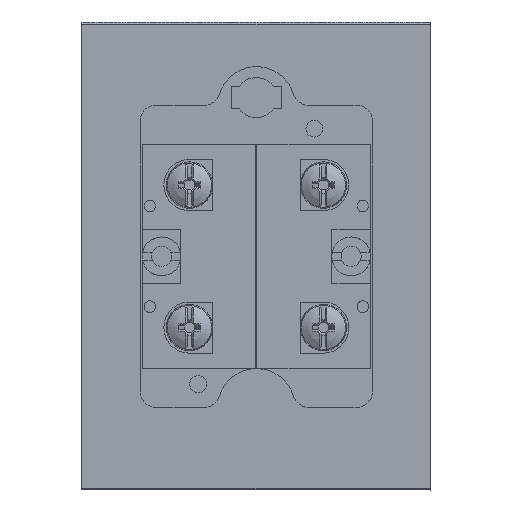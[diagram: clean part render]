
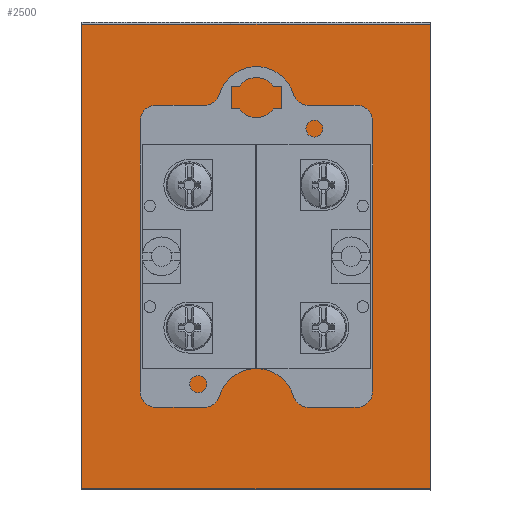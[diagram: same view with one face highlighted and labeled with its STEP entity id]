
A CAD part, left-side view. The second image highlights one B-rep face of the part: STEP entity #2500.
In plain terms, the highlighted planar face has unit normal (-1, 0, 0).
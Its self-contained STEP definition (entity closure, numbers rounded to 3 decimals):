
#2328=CARTESIAN_POINT('',(-15.704,-32.725,11.25));
#2329=VERTEX_POINT('',#2328);
#2330=CARTESIAN_POINT('',(-15.704,-32.725,22.5));
#2331=DIRECTION('',(1.0,0.0,0.0));
#2332=DIRECTION('',(0.0,0.0,1.0));
#2333=AXIS2_PLACEMENT_3D('',#2330,#2331,#2332);
#2334=CIRCLE('',#2333,11.25);
#2335=EDGE_CURVE('',#2329,#2329,#2334,.T.);
#2362=CARTESIAN_POINT('',(-15.704,-2.725,45.0));
#2363=VERTEX_POINT('',#2362);
#2382=CARTESIAN_POINT('',(-15.704,-2.725,0.0));
#2383=VERTEX_POINT('',#2382);
#2392=CARTESIAN_POINT('',(-15.704,-2.725,0.0));
#2393=DIRECTION('',(0.0,0.0,1.0));
#2394=VECTOR('',#2393,45.0);
#2395=LINE('',#2392,#2394);
#2396=EDGE_CURVE('',#2383,#2363,#2395,.T.);
#2446=CARTESIAN_POINT('',(-15.704,-62.725,45.0));
#2447=VERTEX_POINT('',#2446);
#2456=CARTESIAN_POINT('',(-15.704,-62.725,0.0));
#2457=VERTEX_POINT('',#2456);
#2458=CARTESIAN_POINT('',(-15.704,-62.725,0.0));
#2459=DIRECTION('',(0.0,0.0,1.0));
#2460=VECTOR('',#2459,45.0);
#2461=LINE('',#2458,#2460);
#2462=EDGE_CURVE('',#2457,#2447,#2461,.T.);
#2476=CARTESIAN_POINT('',(-15.704,-62.725,0.0));
#2477=DIRECTION('',(-1.0,0.0,0.0));
#2478=DIRECTION('',(0.0,0.0,1.0));
#2479=AXIS2_PLACEMENT_3D('',#2476,#2477,#2478);
#2480=PLANE('',#2479);
#2481=CARTESIAN_POINT('',(-15.704,-62.725,45.0));
#2482=DIRECTION('',(0.0,1.0,0.0));
#2483=VECTOR('',#2482,60.0);
#2484=LINE('',#2481,#2483);
#2485=EDGE_CURVE('',#2447,#2363,#2484,.T.);
#2486=ORIENTED_EDGE('',*,*,#2485,.T.);
#2487=ORIENTED_EDGE('',*,*,#2396,.F.);
#2488=CARTESIAN_POINT('',(-15.704,-2.725,0.0));
#2489=DIRECTION('',(0.0,-1.0,0.0));
#2490=VECTOR('',#2489,60.0);
#2491=LINE('',#2488,#2490);
#2492=EDGE_CURVE('',#2383,#2457,#2491,.T.);
#2493=ORIENTED_EDGE('',*,*,#2492,.T.);
#2494=ORIENTED_EDGE('',*,*,#2462,.T.);
#2495=EDGE_LOOP('',(#2486,#2487,#2493,#2494));
#2496=FACE_OUTER_BOUND('',#2495,.T.);
#2497=ORIENTED_EDGE('',*,*,#2335,.T.);
#2498=EDGE_LOOP('',(#2497));
#2499=FACE_BOUND('',#2498,.T.);
#2500=ADVANCED_FACE('',(#2496,#2499),#2480,.T.);
